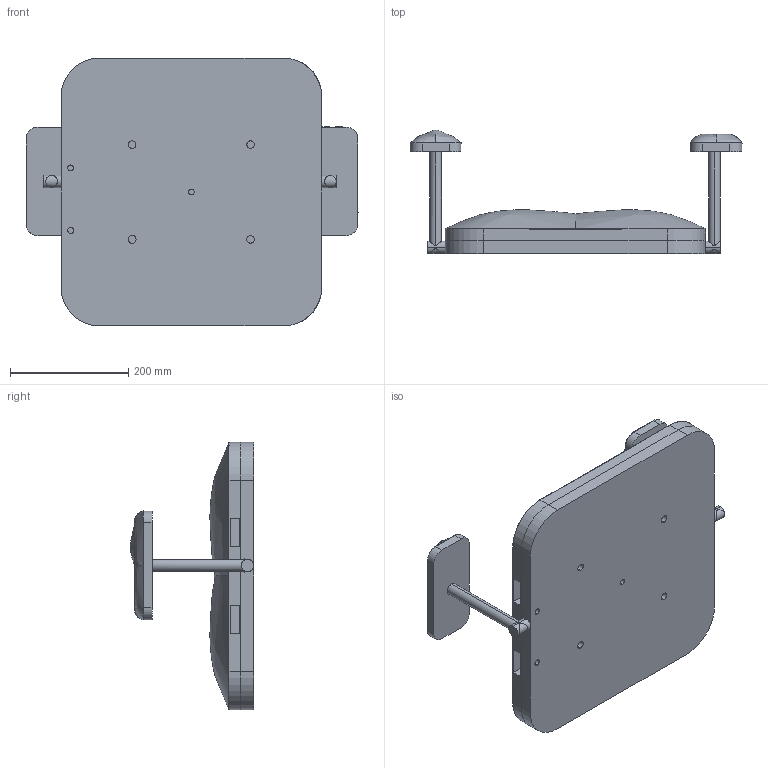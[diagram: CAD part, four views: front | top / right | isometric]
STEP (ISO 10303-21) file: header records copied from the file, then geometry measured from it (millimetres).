
FILE_DESCRIPTION (( 'STEP AP203' ), '1' );
FILE_NAME ('sitting cover.STEP', '2025-09-14T07:41:04', ( '' ), ( '' ), 'SwSTEP 2.0', 'SolidWorks 2024', '' );
FILE_SCHEMA (( 'CONFIG_CONTROL_DESIGN' ));
Length unit declared in the file: centimetre
Products named in the file (1): sitting cover
Bounding box: 560.84 x 208.87 x 452.5 mm (x, y, z)
Surface area: 1585284.8 mm2 (no closed solid volume)
Topology: 0 solids, 21 shells, 117 faces, 288 edges, 208 vertices
Faces by surface type: plane 50, cylinder 41, bspline 26
Entity records: 13237 total; most frequent: CARTESIAN_POINT 10556, ORIENTED_EDGE 532, DIRECTION 462, EDGE_CURVE 288, VERTEX_POINT 208, AXIS2_PLACEMENT_3D 168, EDGE_LOOP 137, LINE 126
